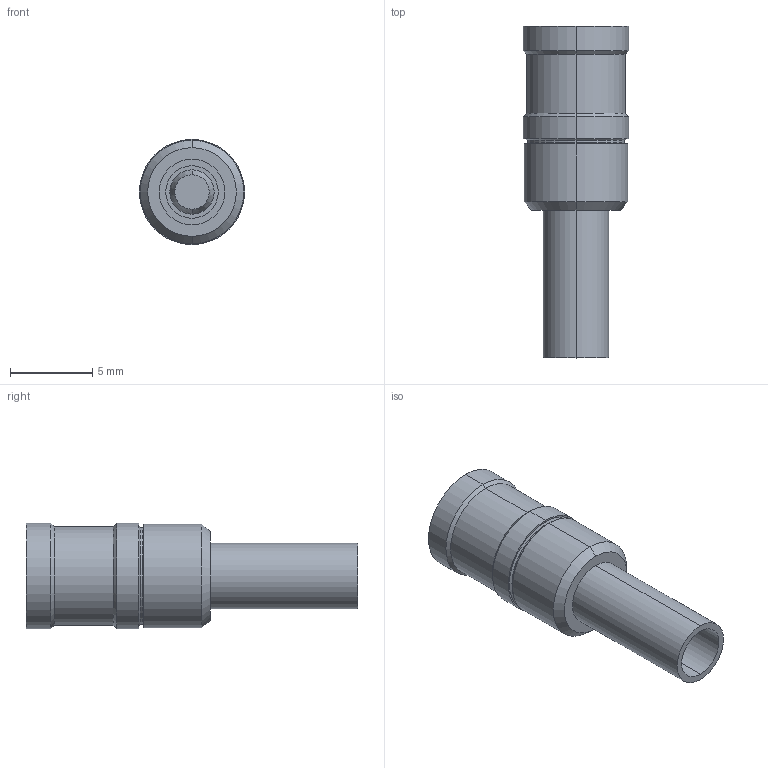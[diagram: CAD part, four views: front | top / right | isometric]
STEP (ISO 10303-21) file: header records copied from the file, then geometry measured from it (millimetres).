
FILE_DESCRIPTION((''),'2;1');
FILE_NAME('PRT0001','2021-09-03T',('Administrator'),(''),'PRO/ENGINEER BY PARAMETRIC TECHNOLOGY CORPORATION, 2012090','PRO/ENGINEER BY PARAMETRIC TECHNOLOGY CORPORATION, 2012090','');
FILE_SCHEMA(('CONFIG_CONTROL_DESIGN'));
Length unit declared in the file: millimetre
Products named in the file (1): PRT0001
Bounding box: 6.4 x 20.2 x 6.4 mm (x, y, z)
Volume: 355.8 mm3; surface area: 626.9 mm2
Topology: 1 solids, 1 shells, 89 faces, 244 edges, 155 vertices
Faces by surface type: plane 33, cylinder 32, cone 22, torus 2
Entity records: 2996 total; most frequent: CARTESIAN_POINT 686, ORIENTED_EDGE 484, DIRECTION 478, EDGE_CURVE 242, AXIS2_PLACEMENT_3D 187, VERTEX_POINT 155, VECTOR 104, LINE 104
